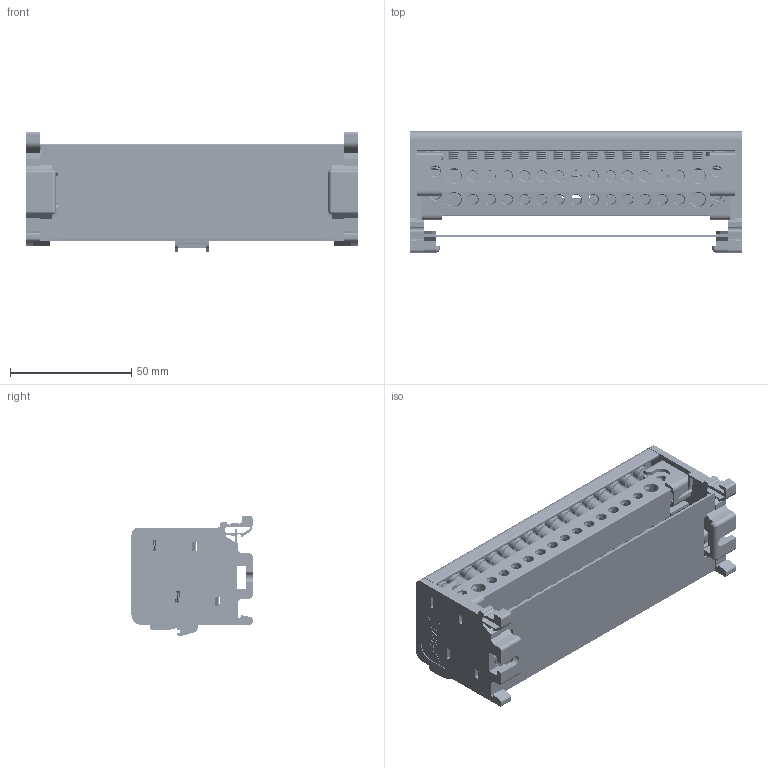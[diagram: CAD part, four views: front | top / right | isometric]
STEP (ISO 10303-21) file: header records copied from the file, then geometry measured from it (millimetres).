
FILE_DESCRIPTION (( 'STEP AP203' ), '1' );
FILE_NAME ('QM204017C.STEP', '2025-09-24T14:50:25', ( '' ), ( '' ), 'SwSTEP 2.0', 'SolidWorks 2022', '' );
FILE_SCHEMA (( 'CONFIG_CONTROL_DESIGN' ));
Length unit declared in the file: millimetre
Products named in the file (10): SP9906_SP9906; SG9906SX_con logo grande; SS9915; SG9906_15CON-chiuso; SABAR04017; QM204017C; SAVTCR510G; SG9906DX_senza logo; SABUS04017; SC204017_SC9906
Assembly tree (27 placements, depth 3):
  QM204017C
    SG9906_15CON-chiuso
      SG9906SX_con logo grande
      SG9906DX_senza logo
    SS9915  x2
    SABAR04017  x2
      SABUS04017
      SAVTCR510G
    SP9906_SP9906
    SC204017_SC9906
Bounding box: 137.1 x 50 x 49.82 mm (x, y, z)
Volume: 63798.2 mm3; surface area: 85125.4 mm2
Topology: 42 solids, 42 shells, 3150 faces, 8652 edges, 5600 vertices
Faces by surface type: cylinder 1298, plane 1257, bspline 319, cone 272, sphere 4
Entity records: 37327 total; most frequent: CARTESIAN_POINT 9672, ORIENTED_EDGE 5678, DIRECTION 5139, EDGE_CURVE 2839, LINE 1977, VECTOR 1977, VERTEX_POINT 1826, AXIS2_PLACEMENT_3D 1581
